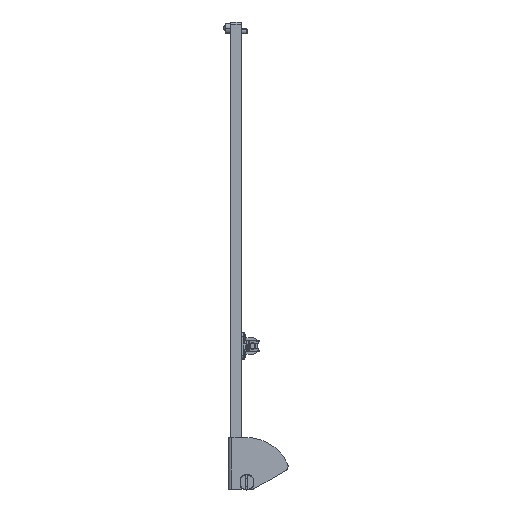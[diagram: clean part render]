
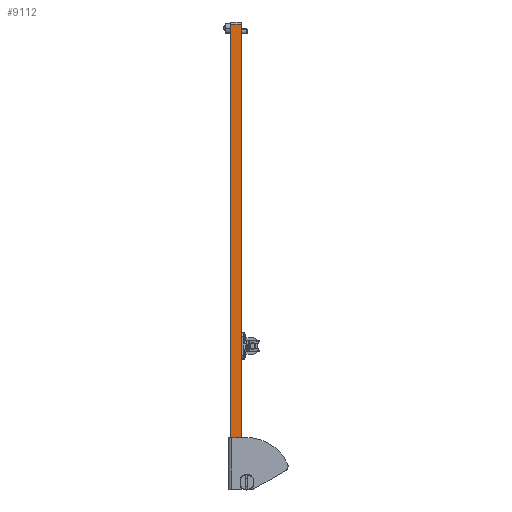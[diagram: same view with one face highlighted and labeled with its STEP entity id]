
A CAD part, left-side view. The second image highlights one B-rep face of the part: STEP entity #9112.
In plain terms, the highlighted planar face has unit normal (-1, 0, 0).
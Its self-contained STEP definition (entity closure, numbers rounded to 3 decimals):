
#455 = ORIENTED_EDGE ( 'NONE', *, *, #1295, .T. ) ;
#578 = VERTEX_POINT ( 'NONE', #16609 ) ;
#1295 = EDGE_CURVE ( 'NONE', #12539, #578, #15925, .T. ) ;
#1486 = ORIENTED_EDGE ( 'NONE', *, *, #3213, .T. ) ;
#3213 = EDGE_CURVE ( 'NONE', #11888, #17421, #12042, .T. ) ;
#3346 = EDGE_CURVE ( 'NONE', #11888, #578, #5078, .T. ) ;
#4619 = DIRECTION ( 'NONE',  ( 0., 0., 1. ) ) ;
#5078 = LINE ( 'NONE', #12490, #7890 ) ;
#5467 = VECTOR ( 'NONE', #4619, 1000. ) ;
#6964 = PLANE ( 'NONE',  #10557 ) ;
#7386 = VECTOR ( 'NONE', #23026, 1000. ) ;
#7623 = CARTESIAN_POINT ( 'NONE',  ( -275., 0., 224. ) ) ;
#7890 = VECTOR ( 'NONE', #15890, 1000. ) ;
#9112 = ADVANCED_FACE ( 'NONE', ( #17539 ), #6964, .F. ) ;
#9491 = CARTESIAN_POINT ( 'NONE',  ( -275., 0., -226. ) ) ;
#10557 = AXIS2_PLACEMENT_3D ( 'NONE', #21161, #12295, #17876 ) ;
#11888 = VERTEX_POINT ( 'NONE', #17836 ) ;
#12042 = LINE ( 'NONE', #17163, #14945 ) ;
#12295 = DIRECTION ( 'NONE',  ( 1., 0., 0. ) ) ;
#12490 = CARTESIAN_POINT ( 'NONE',  ( -275., 10., -226. ) ) ;
#12539 = VERTEX_POINT ( 'NONE', #7623 ) ;
#14437 = ORIENTED_EDGE ( 'NONE', *, *, #3346, .F. ) ;
#14945 = VECTOR ( 'NONE', #22657, 1000. ) ;
#15619 = EDGE_LOOP ( 'NONE', ( #21857, #455, #14437, #1486 ) ) ;
#15802 = CARTESIAN_POINT ( 'NONE',  ( -275., 10., 224. ) ) ;
#15890 = DIRECTION ( 'NONE',  ( 0., 0., 1. ) ) ;
#15925 = LINE ( 'NONE', #15802, #7386 ) ;
#16609 = CARTESIAN_POINT ( 'NONE',  ( -275., 10., 224. ) ) ;
#16784 = EDGE_CURVE ( 'NONE', #17421, #12539, #20556, .T. ) ;
#17163 = CARTESIAN_POINT ( 'NONE',  ( -275., 10., -224. ) ) ;
#17421 = VERTEX_POINT ( 'NONE', #19404 ) ;
#17539 = FACE_OUTER_BOUND ( 'NONE', #15619, .T. ) ;
#17836 = CARTESIAN_POINT ( 'NONE',  ( -275., 10., -224. ) ) ;
#17876 = DIRECTION ( 'NONE',  ( 0., 0., -1. ) ) ;
#19404 = CARTESIAN_POINT ( 'NONE',  ( -275., 0., -224. ) ) ;
#20556 = LINE ( 'NONE', #9491, #5467 ) ;
#21161 = CARTESIAN_POINT ( 'NONE',  ( -275., 10., -226. ) ) ;
#21857 = ORIENTED_EDGE ( 'NONE', *, *, #16784, .T. ) ;
#22657 = DIRECTION ( 'NONE',  ( 0., -1., 0. ) ) ;
#23026 = DIRECTION ( 'NONE',  ( 0., 1., 0. ) ) ;
